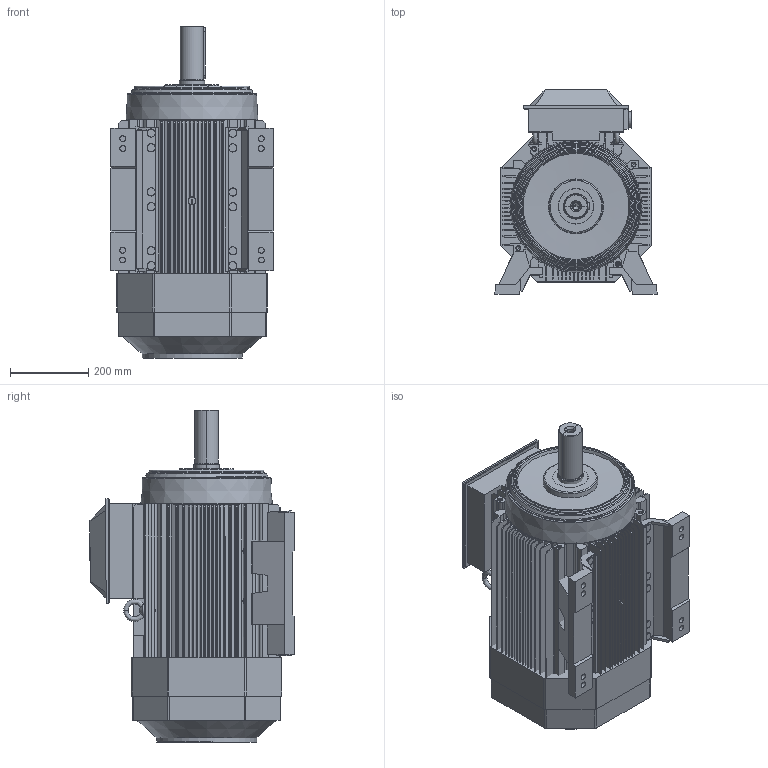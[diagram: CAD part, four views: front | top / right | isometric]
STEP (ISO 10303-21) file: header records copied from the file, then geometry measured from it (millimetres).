
FILE_DESCRIPTION((''),'2;1');
FILE_NAME('M2AA IE2 225 4-8P SMALL TERM.BOX B3.stp','2015-07-31T11:05:05',('SEVIELM1'),(''),'Autodesk Inventor 2011','Autodesk Inventor 2011','');
FILE_SCHEMA(('AUTOMOTIVE_DESIGN { 1 0 10303 214 1 1 1 1 }'));
Length unit declared in the file: millimetre
Products named in the file (1): M2AA IE2 225 4-8P SMALL TERM.BOX B3
Bounding box: 416.01 x 525 x 851.14 mm (x, y, z)
Volume: 75530459.3 mm3; surface area: 7738898.3 mm2
Topology: 12 solids, 2266 shells, 2634 faces, 11964 edges, 11274 vertices
Faces by surface type: plane 1212, cylinder 1046, cone 256, torus 68, bspline 52
Full cylindrical faces by diameter (mm): 3.3 x8, 5.5 x8, 10.106 x12, 10.2 x72, 11 x2, 12 x44, 15 x16, 16 x4, 20 x2, 20.127 x4, 30 x4, 34 x2, 40 x6, 44.942 x2, 47 x4, 256.433 x2, 323 x2, 331 x4
Entity records: 157959 total; most frequent: CARTESIAN_POINT 54939, DIRECTION 17254, ORIENTED_EDGE 12212, EDGE_CURVE 11368, VERTEX_POINT 11098, VECTOR 6232, LINE 6232, AXIS2_PLACEMENT_3D 5511
